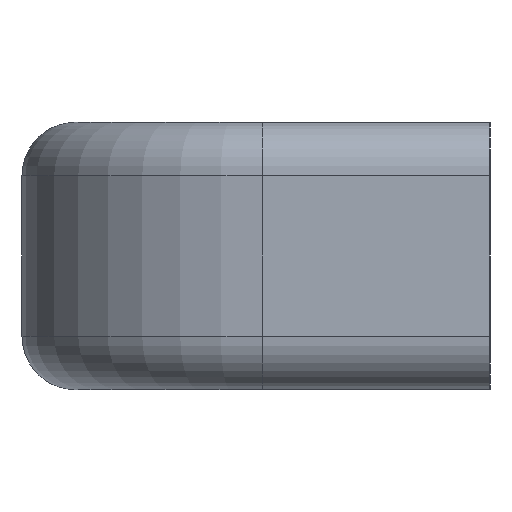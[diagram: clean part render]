
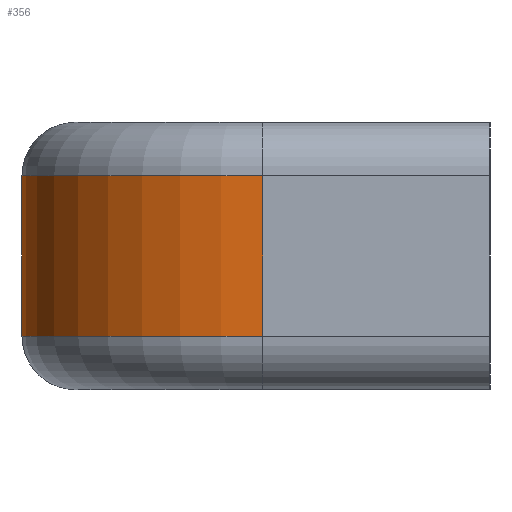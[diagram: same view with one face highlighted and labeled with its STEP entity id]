
A CAD part, left-side view. The second image highlights one B-rep face of the part: STEP entity #356.
In plain terms, the highlighted cylindrical face has radius 18 mm (diameter 36 mm), a partial arc.
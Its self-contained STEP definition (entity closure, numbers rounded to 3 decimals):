
#29=LINE($,#612,#53);
#31=LINE($,#616,#55);
#53=VECTOR($,#494,12.);
#55=VECTOR($,#498,12.);
#85=CYLINDRICAL_SURFACE($,#401,18.);
#103=FACE_OUTER_BOUND($,#131,.T.);
#131=EDGE_LOOP($,(#288,#289,#290,#291));
#154=CIRCLE($,#388,18.);
#161=CIRCLE($,#402,18.);
#177=VERTEX_POINT($,#571);
#180=VERTEX_POINT($,#578);
#190=VERTEX_POINT($,#611);
#191=VERTEX_POINT($,#615);
#210=EDGE_CURVE($,#177,#180,#154,.T.);
#225=EDGE_CURVE($,#180,#190,#29,.T.);
#227=EDGE_CURVE($,#177,#191,#31,.T.);
#228=EDGE_CURVE($,#190,#191,#161,.T.);
#288=ORIENTED_EDGE($,*,*,#210,.F.);
#289=ORIENTED_EDGE($,*,*,#227,.T.);
#290=ORIENTED_EDGE($,*,*,#228,.F.);
#291=ORIENTED_EDGE($,*,*,#225,.F.);
#356=ADVANCED_FACE($,(#103),#85,.T.);
#388=AXIS2_PLACEMENT_3D($,#581,#460,#461);
#401=AXIS2_PLACEMENT_3D($,#614,#496,#497);
#402=AXIS2_PLACEMENT_3D($,#617,#499,#500);
#460=DIRECTION('center_axis',(0.,0.,-1.));
#461=DIRECTION('ref_axis',(-0.707,0.707,0.));
#494=DIRECTION($,(0.,0.,1.));
#496=DIRECTION('center_axis',(0.,0.,1.));
#497=DIRECTION('ref_axis',(0.,-1.,0.));
#498=DIRECTION($,(0.,0.,1.));
#499=DIRECTION('center_axis',(0.,0.,1.));
#500=DIRECTION('ref_axis',(-0.707,0.707,0.));
#571=CARTESIAN_POINT('',(-33.206,1.033,4.));
#578=CARTESIAN_POINT('',(-15.206,19.033,4.));
#581=CARTESIAN_POINT('Origin',(-15.206,1.033,4.));
#611=CARTESIAN_POINT('',(-15.206,19.033,16.));
#612=CARTESIAN_POINT($,(-15.206,19.033,0.));
#614=CARTESIAN_POINT('Origin',(-15.206,1.033,0.));
#615=CARTESIAN_POINT('',(-33.206,1.033,16.));
#616=CARTESIAN_POINT($,(-33.206,1.033,0.));
#617=CARTESIAN_POINT('Origin',(-15.206,1.033,16.));
